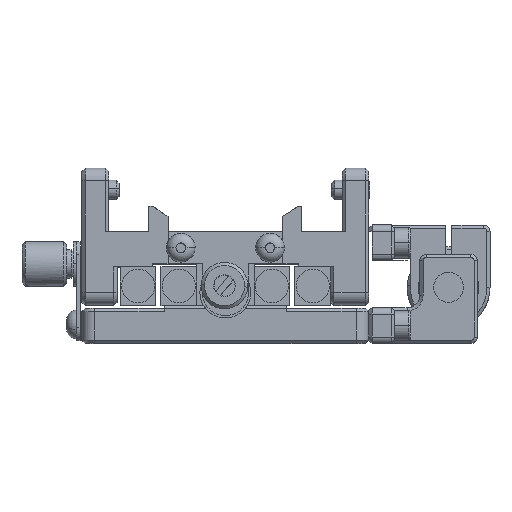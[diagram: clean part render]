
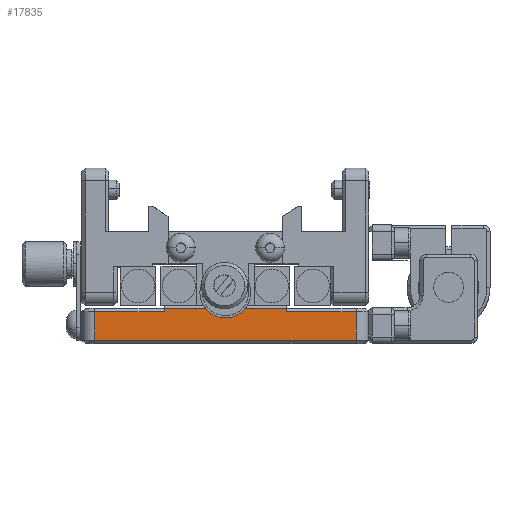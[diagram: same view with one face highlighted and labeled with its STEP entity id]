
A CAD part, top view. The second image highlights one B-rep face of the part: STEP entity #17835.
In plain terms, the highlighted planar face has unit normal (0, 0, 1).
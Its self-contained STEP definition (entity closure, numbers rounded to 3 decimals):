
#340 = VECTOR ( 'NONE', #10065, 1000. ) ;
#587 = CARTESIAN_POINT ( 'NONE',  ( 2.635, -6.157, 27.856 ) ) ;
#840 = CARTESIAN_POINT ( 'NONE',  ( 20.635, -13.657, 27.856 ) ) ;
#947 = CARTESIAN_POINT ( 'NONE',  ( -9.465, -8.657, 27.856 ) ) ;
#2030 = VECTOR ( 'NONE', #7078, 1000. ) ;
#3047 = CARTESIAN_POINT ( 'NONE',  ( 3.258, -8.657, 27.856 ) ) ;
#3187 = CARTESIAN_POINT ( 'NONE',  ( -20.365, -13.657, 27.856 ) ) ;
#4389 = CARTESIAN_POINT ( 'NONE',  ( 2.635, -9.157, 27.856 ) ) ;
#4681 = ORIENTED_EDGE ( 'NONE', *, *, #22794, .T. ) ;
#4756 = CARTESIAN_POINT ( 'NONE',  ( -9.465, -9.157, 27.856 ) ) ;
#4841 = DIRECTION ( 'NONE',  ( -1., 0., 0. ) ) ;
#5700 = VECTOR ( 'NONE', #16821, 1000. ) ;
#5762 = DIRECTION ( 'NONE',  ( 0., 1., 0. ) ) ;
#6050 = LINE ( 'NONE', #11576, #21981 ) ;
#6068 = CARTESIAN_POINT ( 'NONE',  ( 20.635, -9.157, 27.856 ) ) ;
#6229 = VERTEX_POINT ( 'NONE', #17183 ) ;
#6361 = LINE ( 'NONE', #4389, #5700 ) ;
#6617 = VERTEX_POINT ( 'NONE', #6068 ) ;
#6810 = EDGE_CURVE ( 'NONE', #22130, #6947, #17248, .T. ) ;
#6947 = VERTEX_POINT ( 'NONE', #947 ) ;
#6951 = VECTOR ( 'NONE', #9543, 1000. ) ;
#7078 = DIRECTION ( 'NONE',  ( 0., 1., 0. ) ) ;
#7359 = VERTEX_POINT ( 'NONE', #15816 ) ;
#7412 = CARTESIAN_POINT ( 'NONE',  ( -2.987, -8.657, 27.856 ) ) ;
#7450 = CARTESIAN_POINT ( 'NONE',  ( 2.635, -8.657, 27.856 ) ) ;
#7516 = EDGE_CURVE ( 'NONE', #6229, #16536, #17028, .T. ) ;
#7569 = LINE ( 'NONE', #21595, #2030 ) ;
#7601 = LINE ( 'NONE', #7450, #6951 ) ;
#7994 = CARTESIAN_POINT ( 'NONE',  ( 2.635, -9.157, 27.856 ) ) ;
#9124 = ORIENTED_EDGE ( 'NONE', *, *, #16389, .T. ) ;
#9520 = DIRECTION ( 'NONE',  ( 0., 0., -1. ) ) ;
#9543 = DIRECTION ( 'NONE',  ( -1., 0., 0. ) ) ;
#9826 = EDGE_CURVE ( 'NONE', #6617, #16536, #16879, .T. ) ;
#10065 = DIRECTION ( 'NONE',  ( -1., 0., 0. ) ) ;
#10072 = ORIENTED_EDGE ( 'NONE', *, *, #26773, .T. ) ;
#10449 = VECTOR ( 'NONE', #11621, 1000. ) ;
#10947 = DIRECTION ( 'NONE',  ( 0., 1., 0. ) ) ;
#10999 = DIRECTION ( 'NONE',  ( -1., 0., 0. ) ) ;
#11537 = CARTESIAN_POINT ( 'NONE',  ( 2.635, -13.657, 27.856 ) ) ;
#11576 = CARTESIAN_POINT ( 'NONE',  ( 2.635, -8.657, 27.856 ) ) ;
#11621 = DIRECTION ( 'NONE',  ( 1., 0., 0. ) ) ;
#11729 = VECTOR ( 'NONE', #10947, 1000. ) ;
#12337 = CARTESIAN_POINT ( 'NONE',  ( 9.735, -8.657, 27.856 ) ) ;
#12690 = VERTEX_POINT ( 'NONE', #7412 ) ;
#12876 = AXIS2_PLACEMENT_3D ( 'NONE', #21956, #9520, #24028 ) ;
#13009 = ORIENTED_EDGE ( 'NONE', *, *, #7516, .F. ) ;
#13602 = VECTOR ( 'NONE', #5762, 1000. ) ;
#14457 = DIRECTION ( 'NONE',  ( 0., -1., 0. ) ) ;
#14471 = ORIENTED_EDGE ( 'NONE', *, *, #18460, .T. ) ;
#15126 = PLANE ( 'NONE',  #21736 ) ;
#15128 = ORIENTED_EDGE ( 'NONE', *, *, #16791, .F. ) ;
#15816 = CARTESIAN_POINT ( 'NONE',  ( -20.365, -9.157, 27.856 ) ) ;
#15972 = LINE ( 'NONE', #11537, #10449 ) ;
#16364 = VECTOR ( 'NONE', #14457, 1000. ) ;
#16389 = EDGE_CURVE ( 'NONE', #12690, #6947, #7601, .T. ) ;
#16536 = VERTEX_POINT ( 'NONE', #22755 ) ;
#16791 = EDGE_CURVE ( 'NONE', #22752, #7359, #7569, .T. ) ;
#16821 = DIRECTION ( 'NONE',  ( -1., 0., 0. ) ) ;
#16844 = FACE_OUTER_BOUND ( 'NONE', #26230, .T. ) ;
#16879 = LINE ( 'NONE', #7994, #340 ) ;
#17028 = LINE ( 'NONE', #12337, #16364 ) ;
#17183 = CARTESIAN_POINT ( 'NONE',  ( 9.735, -8.657, 27.856 ) ) ;
#17248 = LINE ( 'NONE', #21292, #11729 ) ;
#17835 = ADVANCED_FACE ( 'NONE', ( #16844 ), #15126, .F. ) ;
#18318 = CARTESIAN_POINT ( 'NONE',  ( 20.635, -14.157, 27.856 ) ) ;
#18460 = EDGE_CURVE ( 'NONE', #19407, #6617, #19757, .T. ) ;
#18903 = ORIENTED_EDGE ( 'NONE', *, *, #6810, .F. ) ;
#19029 = EDGE_CURVE ( 'NONE', #6229, #25403, #6050, .T. ) ;
#19407 = VERTEX_POINT ( 'NONE', #840 ) ;
#19757 = LINE ( 'NONE', #18318, #13602 ) ;
#20438 = EDGE_CURVE ( 'NONE', #22130, #7359, #6361, .T. ) ;
#20518 = CIRCLE ( 'NONE', #12876, 4. ) ;
#21292 = CARTESIAN_POINT ( 'NONE',  ( -9.465, -8.657, 27.856 ) ) ;
#21400 = ORIENTED_EDGE ( 'NONE', *, *, #19029, .T. ) ;
#21595 = CARTESIAN_POINT ( 'NONE',  ( -20.365, -14.157, 27.856 ) ) ;
#21736 = AXIS2_PLACEMENT_3D ( 'NONE', #587, #23425, #10999 ) ;
#21751 = ORIENTED_EDGE ( 'NONE', *, *, #20438, .T. ) ;
#21956 = CARTESIAN_POINT ( 'NONE',  ( 0.135, -6.157, 27.856 ) ) ;
#21981 = VECTOR ( 'NONE', #4841, 1000. ) ;
#22130 = VERTEX_POINT ( 'NONE', #4756 ) ;
#22752 = VERTEX_POINT ( 'NONE', #3187 ) ;
#22755 = CARTESIAN_POINT ( 'NONE',  ( 9.735, -9.157, 27.856 ) ) ;
#22794 = EDGE_CURVE ( 'NONE', #22752, #19407, #15972, .T. ) ;
#23425 = DIRECTION ( 'NONE',  ( 0., 0., -1. ) ) ;
#24028 = DIRECTION ( 'NONE',  ( -1., 0., 0. ) ) ;
#25403 = VERTEX_POINT ( 'NONE', #3047 ) ;
#26230 = EDGE_LOOP ( 'NONE', ( #13009, #21400, #10072, #9124, #18903, #21751, #15128, #4681, #14471, #26401 ) ) ;
#26401 = ORIENTED_EDGE ( 'NONE', *, *, #9826, .T. ) ;
#26773 = EDGE_CURVE ( 'NONE', #25403, #12690, #20518, .T. ) ;
